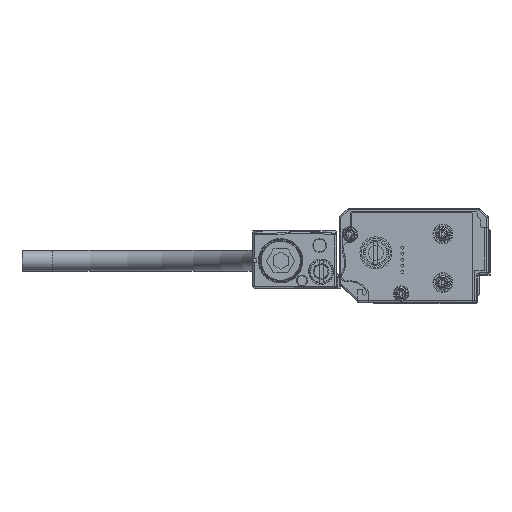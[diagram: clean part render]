
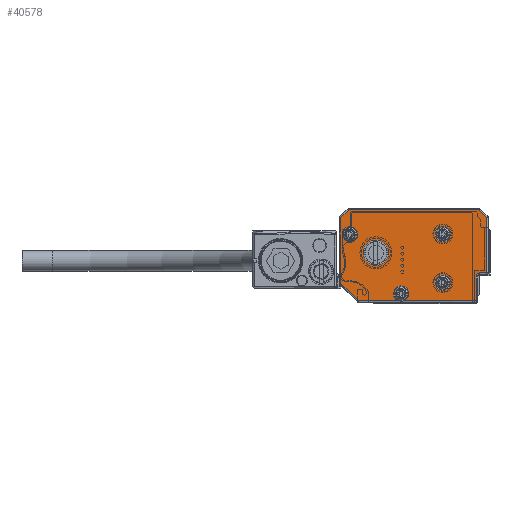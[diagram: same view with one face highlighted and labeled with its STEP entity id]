
A CAD part, left-side view. The second image highlights one B-rep face of the part: STEP entity #40578.
In plain terms, the highlighted planar face has unit normal (-1, 0, 0).
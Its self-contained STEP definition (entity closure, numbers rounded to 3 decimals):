
#40363=AXIS2_PLACEMENT_3D('Circle Axis2P3D',#40361,#40362,$) ;
#40391=AXIS2_PLACEMENT_3D('Circle Axis2P3D',#40389,#40390,$) ;
#40406=AXIS2_PLACEMENT_3D('Plane Axis2P3D',#40403,#40404,#40405) ;
#40410=AXIS2_PLACEMENT_3D('Circle Axis2P3D',#40408,#40409,$) ;
#40417=AXIS2_PLACEMENT_3D('Circle Axis2P3D',#40415,#40416,$) ;
#40424=AXIS2_PLACEMENT_3D('Circle Axis2P3D',#40422,#40423,$) ;
#40436=AXIS2_PLACEMENT_3D('Circle Axis2P3D',#40434,#40435,$) ;
#40508=AXIS2_PLACEMENT_3D('Circle Axis2P3D',#40506,#40507,$) ;
#40517=AXIS2_PLACEMENT_3D('Circle Axis2P3D',#40515,#40516,$) ;
#40526=AXIS2_PLACEMENT_3D('Circle Axis2P3D',#40524,#40525,$) ;
#40535=AXIS2_PLACEMENT_3D('Circle Axis2P3D',#40533,#40534,$) ;
#40544=AXIS2_PLACEMENT_3D('Circle Axis2P3D',#40542,#40543,$) ;
#40553=AXIS2_PLACEMENT_3D('Circle Axis2P3D',#40551,#40552,$) ;
#40562=AXIS2_PLACEMENT_3D('Circle Axis2P3D',#40560,#40561,$) ;
#40571=AXIS2_PLACEMENT_3D('Circle Axis2P3D',#40569,#40570,$) ;
#34610=CARTESIAN_POINT('Vertex',(-1073.,8.4,-1.)) ;
#34612=CARTESIAN_POINT('Vertex',(-1073.,7.,-1.)) ;
#34615=CARTESIAN_POINT('Line Origine',(-1073.,3.5,-1.)) ;
#34619=CARTESIAN_POINT('Vertex',(-1073.,21.793,-1.)) ;
#34631=CARTESIAN_POINT('Vertex',(-1073.,-17.,-1.)) ;
#34634=CARTESIAN_POINT('Line Origine',(-1073.,3.5,-1.)) ;
#40361=CARTESIAN_POINT('Axis2P3D Location',(-1073.,7.7,1.4)) ;
#40365=CARTESIAN_POINT('Vertex',(-1073.,5.2,1.4)) ;
#40386=CARTESIAN_POINT('Vertex',(-1073.,9.894,0.201)) ;
#40389=CARTESIAN_POINT('Axis2P3D Location',(-1073.,7.7,1.4)) ;
#40403=CARTESIAN_POINT('Axis2P3D Location',(-1073.,-21.5,13.5)) ;
#40408=CARTESIAN_POINT('Axis2P3D Location',(-1073.,7.7,1.4)) ;
#40412=CARTESIAN_POINT('Vertex',(-1073.,10.2,1.4)) ;
#40415=CARTESIAN_POINT('Axis2P3D Location',(-1073.,7.7,1.4)) ;
#40419=CARTESIAN_POINT('Vertex',(-1073.,5.506,2.599)) ;
#40422=CARTESIAN_POINT('Axis2P3D Location',(-1073.,7.7,1.4)) ;
#40427=CARTESIAN_POINT('Line Origine',(-1073.,-17.,3.1)) ;
#40431=CARTESIAN_POINT('Vertex',(-1073.,-17.,7.2)) ;
#40434=CARTESIAN_POINT('Axis2P3D Location',(-1073.,-18.,7.2)) ;
#40438=CARTESIAN_POINT('Vertex',(-1073.,-18.,8.2)) ;
#40441=CARTESIAN_POINT('Line Origine',(-1073.,-19.25,8.2)) ;
#40445=CARTESIAN_POINT('Vertex',(-1073.,-20.5,8.2)) ;
#40448=CARTESIAN_POINT('Line Origine',(-1073.,-20.5,17.246)) ;
#40452=CARTESIAN_POINT('Vertex',(-1073.,-20.5,26.293)) ;
#40455=CARTESIAN_POINT('Line Origine',(-1073.,-19.146,27.646)) ;
#40459=CARTESIAN_POINT('Vertex',(-1073.,-17.793,29.)) ;
#40462=CARTESIAN_POINT('Line Origine',(-1073.,3.5,29.)) ;
#40466=CARTESIAN_POINT('Vertex',(-1073.,24.793,29.)) ;
#40469=CARTESIAN_POINT('Line Origine',(-1073.,26.146,27.646)) ;
#40473=CARTESIAN_POINT('Vertex',(-1073.,27.5,26.293)) ;
#40476=CARTESIAN_POINT('Line Origine',(-1073.,27.5,15.5)) ;
#40480=CARTESIAN_POINT('Vertex',(-1073.,27.5,4.707)) ;
#40483=CARTESIAN_POINT('Line Origine',(-1073.,24.646,1.854)) ;
#40506=CARTESIAN_POINT('Axis2P3D Location',(-1073.,-6.,5.)) ;
#40510=CARTESIAN_POINT('Vertex',(-1073.,-3.806,3.801)) ;
#40512=CARTESIAN_POINT('Vertex',(-1073.,-8.194,6.199)) ;
#40515=CARTESIAN_POINT('Axis2P3D Location',(-1073.,-6.,5.)) ;
#40524=CARTESIAN_POINT('Axis2P3D Location',(-1073.,16.,14.8)) ;
#40528=CARTESIAN_POINT('Vertex',(-1073.,11.85,14.8)) ;
#40530=CARTESIAN_POINT('Vertex',(-1073.,20.15,14.8)) ;
#40533=CARTESIAN_POINT('Axis2P3D Location',(-1073.,16.,14.8)) ;
#40542=CARTESIAN_POINT('Axis2P3D Location',(-1073.,-6.,21.)) ;
#40546=CARTESIAN_POINT('Vertex',(-1073.,-8.194,22.199)) ;
#40548=CARTESIAN_POINT('Vertex',(-1073.,-3.806,19.801)) ;
#40551=CARTESIAN_POINT('Axis2P3D Location',(-1073.,-6.,21.)) ;
#40560=CARTESIAN_POINT('Axis2P3D Location',(-1073.,24.5,20.9)) ;
#40564=CARTESIAN_POINT('Vertex',(-1073.,22.306,22.099)) ;
#40566=CARTESIAN_POINT('Vertex',(-1073.,26.694,19.701)) ;
#40569=CARTESIAN_POINT('Axis2P3D Location',(-1073.,24.5,20.9)) ;
#34616=DIRECTION('Vector Direction',(0.,1.,0.)) ;
#34635=DIRECTION('Vector Direction',(0.,1.,0.)) ;
#40362=DIRECTION('Axis2P3D Direction',(-1.,0.,0.)) ;
#40390=DIRECTION('Axis2P3D Direction',(-1.,0.,0.)) ;
#40404=DIRECTION('Axis2P3D Direction',(1.,0.,0.)) ;
#40405=DIRECTION('Axis2P3D XDirection',(0.,1.,0.)) ;
#40409=DIRECTION('Axis2P3D Direction',(1.,0.,0.)) ;
#40416=DIRECTION('Axis2P3D Direction',(1.,0.,0.)) ;
#40423=DIRECTION('Axis2P3D Direction',(1.,0.,0.)) ;
#40428=DIRECTION('Vector Direction',(0.,0.,1.)) ;
#40435=DIRECTION('Axis2P3D Direction',(1.,0.,0.)) ;
#40442=DIRECTION('Vector Direction',(0.,-1.,0.)) ;
#40449=DIRECTION('Vector Direction',(0.,0.,1.)) ;
#40456=DIRECTION('Vector Direction',(0.,-0.707,-0.707)) ;
#40463=DIRECTION('Vector Direction',(0.,1.,0.)) ;
#40470=DIRECTION('Vector Direction',(0.,0.707,-0.707)) ;
#40477=DIRECTION('Vector Direction',(0.,0.,-1.)) ;
#40484=DIRECTION('Vector Direction',(0.,-0.707,-0.707)) ;
#40507=DIRECTION('Axis2P3D Direction',(1.,0.,0.)) ;
#40516=DIRECTION('Axis2P3D Direction',(1.,0.,0.)) ;
#40525=DIRECTION('Axis2P3D Direction',(1.,0.,0.)) ;
#40534=DIRECTION('Axis2P3D Direction',(1.,0.,0.)) ;
#40543=DIRECTION('Axis2P3D Direction',(1.,0.,0.)) ;
#40552=DIRECTION('Axis2P3D Direction',(1.,0.,0.)) ;
#40561=DIRECTION('Axis2P3D Direction',(1.,0.,0.)) ;
#40570=DIRECTION('Axis2P3D Direction',(1.,0.,0.)) ;
#34617=VECTOR('Line Direction',#34616,1.) ;
#34636=VECTOR('Line Direction',#34635,1.) ;
#40429=VECTOR('Line Direction',#40428,1.) ;
#40443=VECTOR('Line Direction',#40442,1.) ;
#40450=VECTOR('Line Direction',#40449,1.) ;
#40457=VECTOR('Line Direction',#40456,1.) ;
#40464=VECTOR('Line Direction',#40463,1.) ;
#40471=VECTOR('Line Direction',#40470,1.) ;
#40478=VECTOR('Line Direction',#40477,1.) ;
#40485=VECTOR('Line Direction',#40484,1.) ;
#40489=ORIENTED_EDGE('',*,*,#40393,.T.) ;
#40490=ORIENTED_EDGE('',*,*,#40414,.T.) ;
#40491=ORIENTED_EDGE('',*,*,#40421,.T.) ;
#40492=ORIENTED_EDGE('',*,*,#40426,.T.) ;
#40493=ORIENTED_EDGE('',*,*,#40367,.T.) ;
#40494=ORIENTED_EDGE('',*,*,#34638,.F.) ;
#40495=ORIENTED_EDGE('',*,*,#40433,.F.) ;
#40496=ORIENTED_EDGE('',*,*,#40440,.F.) ;
#40497=ORIENTED_EDGE('',*,*,#40447,.F.) ;
#40498=ORIENTED_EDGE('',*,*,#40454,.F.) ;
#40499=ORIENTED_EDGE('',*,*,#40461,.F.) ;
#40500=ORIENTED_EDGE('',*,*,#40468,.F.) ;
#40501=ORIENTED_EDGE('',*,*,#40475,.F.) ;
#40502=ORIENTED_EDGE('',*,*,#40482,.F.) ;
#40503=ORIENTED_EDGE('',*,*,#40487,.F.) ;
#40504=ORIENTED_EDGE('',*,*,#34621,.F.) ;
#40521=ORIENTED_EDGE('',*,*,#40514,.T.) ;
#40522=ORIENTED_EDGE('',*,*,#40519,.T.) ;
#40539=ORIENTED_EDGE('',*,*,#40532,.T.) ;
#40540=ORIENTED_EDGE('',*,*,#40537,.T.) ;
#40557=ORIENTED_EDGE('',*,*,#40550,.T.) ;
#40558=ORIENTED_EDGE('',*,*,#40555,.T.) ;
#40575=ORIENTED_EDGE('',*,*,#40568,.T.) ;
#40576=ORIENTED_EDGE('',*,*,#40573,.T.) ;
#40523=FACE_BOUND('',#40520,.T.) ;
#40541=FACE_BOUND('',#40538,.T.) ;
#40559=FACE_BOUND('',#40556,.T.) ;
#40577=FACE_BOUND('',#40574,.T.) ;
#40578=ADVANCED_FACE('\X2\FF8AFF9FFF70FF82\X0\ \X2\FF8EFF9EFF83FF9EFF68FF70\X0\',(#40505,#40523,#40541,#40559,#40577),#40407,.F.) ;
#40364=CIRCLE('generated circle',#40363,2.5) ;
#40392=CIRCLE('generated circle',#40391,2.5) ;
#40411=CIRCLE('generated circle',#40410,2.5) ;
#40418=CIRCLE('generated circle',#40417,2.5) ;
#40425=CIRCLE('generated circle',#40424,2.5) ;
#40437=CIRCLE('generated circle',#40436,1.) ;
#40509=CIRCLE('generated circle',#40508,2.5) ;
#40518=CIRCLE('generated circle',#40517,2.5) ;
#40527=CIRCLE('generated circle',#40526,4.15) ;
#40536=CIRCLE('generated circle',#40535,4.15) ;
#40545=CIRCLE('generated circle',#40544,2.5) ;
#40554=CIRCLE('generated circle',#40553,2.5) ;
#40563=CIRCLE('generated circle',#40562,2.5) ;
#40572=CIRCLE('generated circle',#40571,2.5) ;
#34621=EDGE_CURVE('',#34611,#34620,#34618,.T.) ;
#34638=EDGE_CURVE('',#34632,#34613,#34637,.T.) ;
#40367=EDGE_CURVE('',#40366,#34613,#40364,.F.) ;
#40393=EDGE_CURVE('',#34611,#40387,#40392,.F.) ;
#40414=EDGE_CURVE('',#40387,#40413,#40411,.T.) ;
#40421=EDGE_CURVE('',#40413,#40420,#40418,.T.) ;
#40426=EDGE_CURVE('',#40420,#40366,#40425,.T.) ;
#40433=EDGE_CURVE('',#40432,#34632,#40430,.F.) ;
#40440=EDGE_CURVE('',#40439,#40432,#40437,.F.) ;
#40447=EDGE_CURVE('',#40446,#40439,#40444,.F.) ;
#40454=EDGE_CURVE('',#40453,#40446,#40451,.F.) ;
#40461=EDGE_CURVE('',#40460,#40453,#40458,.T.) ;
#40468=EDGE_CURVE('',#40467,#40460,#40465,.F.) ;
#40475=EDGE_CURVE('',#40474,#40467,#40472,.F.) ;
#40482=EDGE_CURVE('',#40481,#40474,#40479,.F.) ;
#40487=EDGE_CURVE('',#34620,#40481,#40486,.F.) ;
#40514=EDGE_CURVE('',#40511,#40513,#40509,.T.) ;
#40519=EDGE_CURVE('',#40513,#40511,#40518,.T.) ;
#40532=EDGE_CURVE('',#40529,#40531,#40527,.T.) ;
#40537=EDGE_CURVE('',#40531,#40529,#40536,.T.) ;
#40550=EDGE_CURVE('',#40547,#40549,#40545,.T.) ;
#40555=EDGE_CURVE('',#40549,#40547,#40554,.T.) ;
#40568=EDGE_CURVE('',#40565,#40567,#40563,.T.) ;
#40573=EDGE_CURVE('',#40567,#40565,#40572,.T.) ;
#40488=EDGE_LOOP('',(#40489,#40490,#40491,#40492,#40493,#40494,#40495,#40496,#40497,#40498,#40499,#40500,#40501,#40502,#40503,#40504)) ;
#40520=EDGE_LOOP('',(#40521,#40522)) ;
#40538=EDGE_LOOP('',(#40539,#40540)) ;
#40556=EDGE_LOOP('',(#40557,#40558)) ;
#40574=EDGE_LOOP('',(#40575,#40576)) ;
#40505=FACE_OUTER_BOUND('',#40488,.T.) ;
#34618=LINE('Line',#34615,#34617) ;
#34637=LINE('Line',#34634,#34636) ;
#40430=LINE('Line',#40427,#40429) ;
#40444=LINE('Line',#40441,#40443) ;
#40451=LINE('Line',#40448,#40450) ;
#40458=LINE('Line',#40455,#40457) ;
#40465=LINE('Line',#40462,#40464) ;
#40472=LINE('Line',#40469,#40471) ;
#40479=LINE('Line',#40476,#40478) ;
#40486=LINE('Line',#40483,#40485) ;
#40407=PLANE('Plane',#40406) ;
#34611=VERTEX_POINT('',#34610) ;
#34613=VERTEX_POINT('',#34612) ;
#34620=VERTEX_POINT('',#34619) ;
#34632=VERTEX_POINT('',#34631) ;
#40366=VERTEX_POINT('',#40365) ;
#40387=VERTEX_POINT('',#40386) ;
#40413=VERTEX_POINT('',#40412) ;
#40420=VERTEX_POINT('',#40419) ;
#40432=VERTEX_POINT('',#40431) ;
#40439=VERTEX_POINT('',#40438) ;
#40446=VERTEX_POINT('',#40445) ;
#40453=VERTEX_POINT('',#40452) ;
#40460=VERTEX_POINT('',#40459) ;
#40467=VERTEX_POINT('',#40466) ;
#40474=VERTEX_POINT('',#40473) ;
#40481=VERTEX_POINT('',#40480) ;
#40511=VERTEX_POINT('',#40510) ;
#40513=VERTEX_POINT('',#40512) ;
#40529=VERTEX_POINT('',#40528) ;
#40531=VERTEX_POINT('',#40530) ;
#40547=VERTEX_POINT('',#40546) ;
#40549=VERTEX_POINT('',#40548) ;
#40565=VERTEX_POINT('',#40564) ;
#40567=VERTEX_POINT('',#40566) ;
